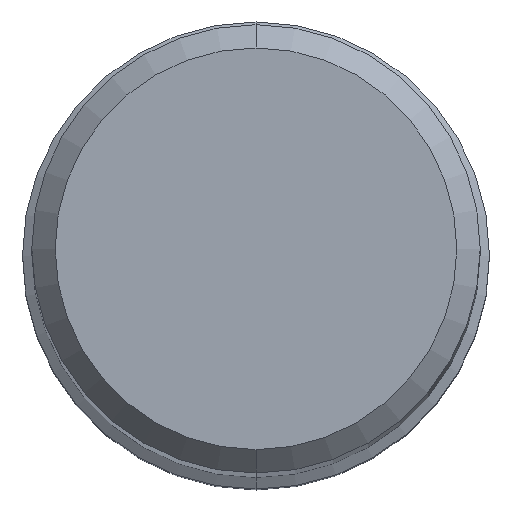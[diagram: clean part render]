
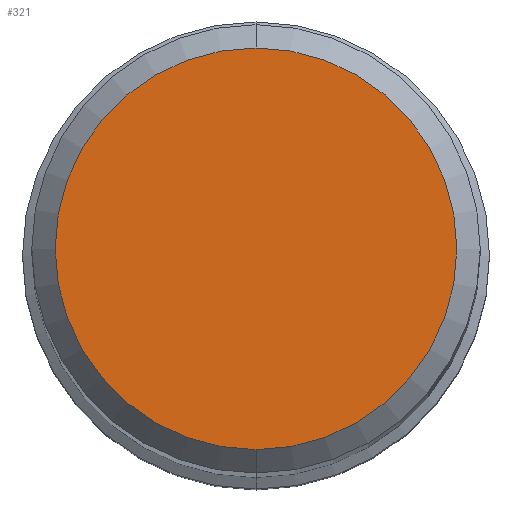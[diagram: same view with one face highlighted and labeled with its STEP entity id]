
A CAD part, top view. The second image highlights one B-rep face of the part: STEP entity #321.
In plain terms, the highlighted planar face has unit normal (0, 0, 1).
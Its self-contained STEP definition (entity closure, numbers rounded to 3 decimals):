
#321=ADVANCED_FACE('',(#717),#718,.T.);
#329=VERTEX_POINT('',#727);
#335=VERTEX_POINT('',#734);
#411=EDGE_CURVE('',#329,#335,#818,.T.);
#569=EDGE_CURVE('',#335,#329,#997,.T.);
#717=FACE_OUTER_BOUND('',#1247,.T.);
#718=PLANE('',#1248);
#727=CARTESIAN_POINT('',(0.0,4.3,0.0));
#734=CARTESIAN_POINT('',(0.,-4.3,0.0));
#818=CIRCLE('',#1421,4.3);
#997=CIRCLE('',#1779,4.3);
#1247=EDGE_LOOP('',(#1898,#1899));
#1248=AXIS2_PLACEMENT_3D('',#1900,#1901,#1902);
#1421=AXIS2_PLACEMENT_3D('',#2031,#2032,#2033);
#1779=AXIS2_PLACEMENT_3D('',#2275,#2276,#2277);
#1898=ORIENTED_EDGE('',*,*,#411,.F.);
#1899=ORIENTED_EDGE('',*,*,#569,.F.);
#1900=CARTESIAN_POINT('',(0.0,2.15,0.0));
#1901=DIRECTION('',(-0.0,0.0,1.0));
#1902=DIRECTION('',(0.0,-1.0,0.0));
#2031=CARTESIAN_POINT('',(0.0,0.0,0.0));
#2032=DIRECTION('',(0.0,0.0,-1.0));
#2033=DIRECTION('',(0.0,1.0,0.0));
#2275=CARTESIAN_POINT('',(0.0,0.0,0.0));
#2276=DIRECTION('',(0.0,0.0,-1.0));
#2277=DIRECTION('',(0.0,1.0,0.0));
